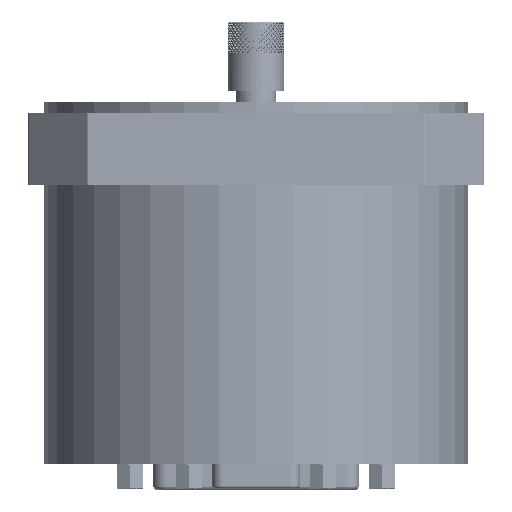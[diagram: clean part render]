
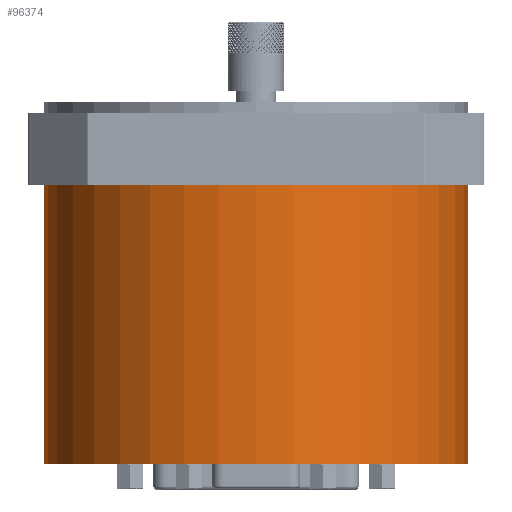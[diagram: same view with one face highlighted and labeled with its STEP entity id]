
A CAD part, front view. The second image highlights one B-rep face of the part: STEP entity #96374.
In plain terms, the highlighted cylindrical face has radius 39.497 mm (diameter 78.994 mm), a full revolution.
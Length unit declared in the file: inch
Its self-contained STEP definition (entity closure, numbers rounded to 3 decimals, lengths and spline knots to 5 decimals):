
#10963=CYLINDRICAL_SURFACE('',#102668,1.555);
#17095=FACE_OUTER_BOUND('',#23226,.T.);
#23226=EDGE_LOOP('',(#83760,#83761,#83762,#83763));
#27397=LINE('',#235248,#31558);
#31558=VECTOR('',#119364,1.555);
#34201=CIRCLE('',#102669,1.555);
#34202=CIRCLE('',#102670,1.555);
#42774=VERTEX_POINT('',#235245);
#42775=VERTEX_POINT('',#235247);
#56445=EDGE_CURVE('',#42774,#42774,#34201,.T.);
#56446=EDGE_CURVE('',#42774,#42775,#27397,.T.);
#56447=EDGE_CURVE('',#42775,#42775,#34202,.T.);
#83760=ORIENTED_EDGE('',*,*,#56445,.F.);
#83761=ORIENTED_EDGE('',*,*,#56446,.T.);
#83762=ORIENTED_EDGE('',*,*,#56447,.F.);
#83763=ORIENTED_EDGE('',*,*,#56446,.F.);
#96374=ADVANCED_FACE('',(#17095),#10963,.T.);
#102668=AXIS2_PLACEMENT_3D('',#235244,#119360,#119361);
#102669=AXIS2_PLACEMENT_3D('',#235246,#119362,#119363);
#102670=AXIS2_PLACEMENT_3D('',#235249,#119365,#119366);
#119360=DIRECTION('center_axis',(0.,0.,-1.));
#119361=DIRECTION('ref_axis',(-1.,0.,0.));
#119362=DIRECTION('center_axis',(0.,0.,-1.));
#119363=DIRECTION('ref_axis',(-1.,0.,0.));
#119364=DIRECTION('',(0.,0.,1.));
#119365=DIRECTION('center_axis',(0.,0.,1.));
#119366=DIRECTION('ref_axis',(-1.,0.,0.));
#235244=CARTESIAN_POINT('Origin',(0.,0.,0.));
#235245=CARTESIAN_POINT('',(1.555,0.,-2.04724));
#235246=CARTESIAN_POINT('Origin',(0.,0.,-2.04724));
#235247=CARTESIAN_POINT('',(1.555,0.,0.));
#235248=CARTESIAN_POINT('',(1.555,0.,0.));
#235249=CARTESIAN_POINT('Origin',(0.,0.,0.));
